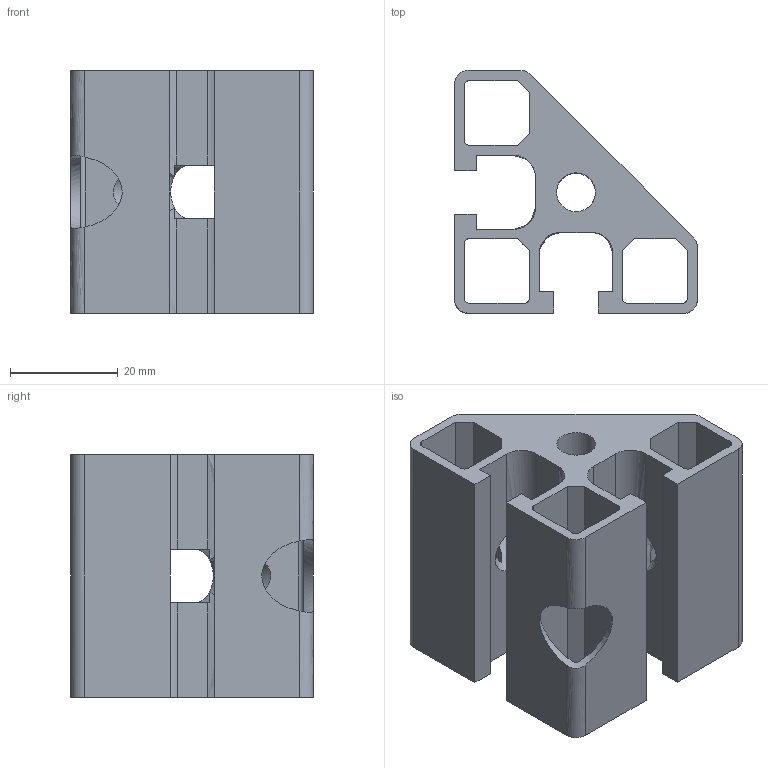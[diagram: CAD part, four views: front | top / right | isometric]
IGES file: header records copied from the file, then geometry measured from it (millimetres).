
Global section: file name: 314545; native system: Autodesk Inventor 2021; preprocessor: unknown; author: Krajewski; date: 20221007.081936; units: millimetre
Bounding box: 45 x 45 x 45 mm (x, y, z)
Volume: 27439.9 mm3; surface area: 18687.4 mm2
Topology: 1 solids, 1 shells, 77 faces, 252 edges, 168 vertices
Faces by surface type: bspline 77
